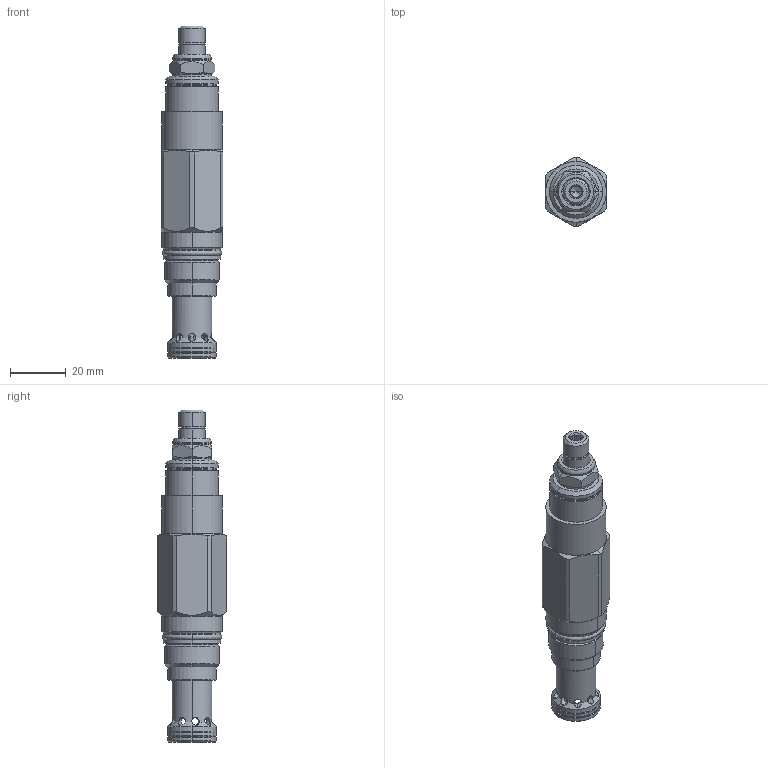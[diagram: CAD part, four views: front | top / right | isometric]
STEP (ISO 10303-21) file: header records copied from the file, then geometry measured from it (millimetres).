
FILE_DESCRIPTION((''),'2;1');
FILE_NAME('RPET-LAN_PRT','2017-07-13T',('Administrator'),(''),'PRO/ENGINEER BY PARAMETRIC TECHNOLOGY CORPORATION, 2006240','PRO/ENGINEER BY PARAMETRIC TECHNOLOGY CORPORATION, 2006240','');
FILE_SCHEMA(('CONFIG_CONTROL_DESIGN'));
Length unit declared in the file: inch
Products named in the file (1): RPET-LAN_PRT
Bounding box: 22.23 x 24.84 x 119.15 mm (x, y, z)
Volume: 30896.1 mm3; surface area: 12822.9 mm2
Topology: 3 solids, 6 shells, 290 faces, 715 edges, 439 vertices
Faces by surface type: cylinder 113, plane 76, cone 62, torus 33, revolution 4, sphere 2
Entity records: 11017 total; most frequent: CARTESIAN_POINT 4065, DIRECTION 1502, ORIENTED_EDGE 1426, EDGE_CURVE 713, AXIS2_PLACEMENT_3D 629, VERTEX_POINT 439, CIRCLE 343, EDGE_LOOP 322
